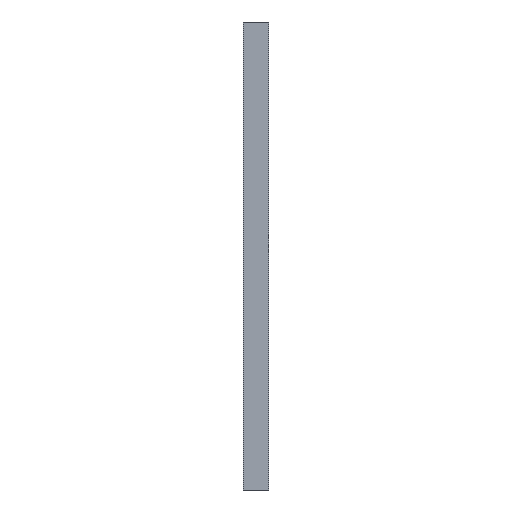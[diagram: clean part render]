
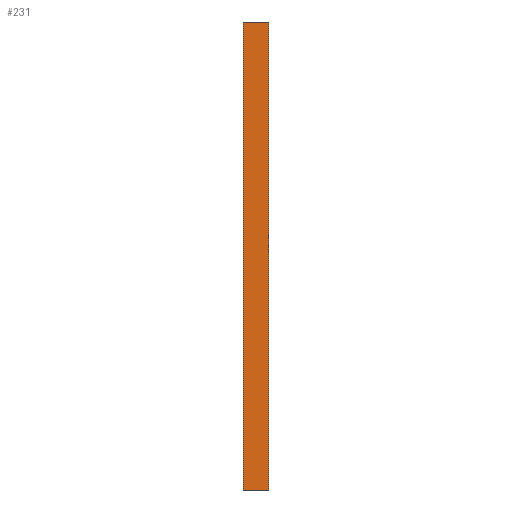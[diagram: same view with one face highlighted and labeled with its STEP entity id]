
A CAD part, left-side view. The second image highlights one B-rep face of the part: STEP entity #231.
In plain terms, the highlighted planar face has unit normal (-1, 0, 0).
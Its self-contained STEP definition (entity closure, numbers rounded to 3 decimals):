
#48 = CARTESIAN_POINT ( 'NONE',  ( 0., 0., 0. ) ) ;
#60 = DIRECTION ( 'NONE',  ( 0., 0., 1. ) ) ;
#94 = EDGE_CURVE ( 'NONE', #171, #2010, #1022, .T. ) ;
#124 = ORIENTED_EDGE ( 'NONE', *, *, #315, .F. ) ;
#171 = VERTEX_POINT ( 'NONE', #2040 ) ;
#231 = ADVANCED_FACE ( 'NONE', ( #585 ), #2085, .T. ) ;
#289 = VECTOR ( 'NONE', #1713, 1000. ) ;
#315 = EDGE_CURVE ( 'NONE', #1475, #895, #1728, .T. ) ;
#515 = CARTESIAN_POINT ( 'NONE',  ( 0., 5., 0. ) ) ;
#585 = FACE_OUTER_BOUND ( 'NONE', #1065, .T. ) ;
#587 = VECTOR ( 'NONE', #1530, 1000. ) ;
#829 = VECTOR ( 'NONE', #1304, 1000. ) ;
#895 = VERTEX_POINT ( 'NONE', #1588 ) ;
#1020 = AXIS2_PLACEMENT_3D ( 'NONE', #2096, #1884, #60 ) ;
#1022 = LINE ( 'NONE', #515, #587 ) ;
#1048 = CARTESIAN_POINT ( 'NONE',  ( 0., 0., 0. ) ) ;
#1065 = EDGE_LOOP ( 'NONE', ( #1624, #1909, #1181, #124 ) ) ;
#1105 = LINE ( 'NONE', #1497, #829 ) ;
#1181 = ORIENTED_EDGE ( 'NONE', *, *, #1446, .F. ) ;
#1234 = DIRECTION ( 'NONE',  ( 0., 0., -1. ) ) ;
#1304 = DIRECTION ( 'NONE',  ( 0., 1., 0. ) ) ;
#1446 = EDGE_CURVE ( 'NONE', #895, #171, #1105, .T. ) ;
#1475 = VERTEX_POINT ( 'NONE', #1486 ) ;
#1486 = CARTESIAN_POINT ( 'NONE',  ( 0., 0., 0. ) ) ;
#1497 = CARTESIAN_POINT ( 'NONE',  ( 0., 0., -93. ) ) ;
#1530 = DIRECTION ( 'NONE',  ( 0., 0., 1. ) ) ;
#1564 = LINE ( 'NONE', #1048, #289 ) ;
#1588 = CARTESIAN_POINT ( 'NONE',  ( 0., 0., -93. ) ) ;
#1624 = ORIENTED_EDGE ( 'NONE', *, *, #1972, .F. ) ;
#1713 = DIRECTION ( 'NONE',  ( 0., -1., 0. ) ) ;
#1728 = LINE ( 'NONE', #48, #1923 ) ;
#1748 = CARTESIAN_POINT ( 'NONE',  ( 0., 5., 0. ) ) ;
#1884 = DIRECTION ( 'NONE',  ( -1., 0., 0. ) ) ;
#1909 = ORIENTED_EDGE ( 'NONE', *, *, #94, .F. ) ;
#1923 = VECTOR ( 'NONE', #1234, 1000. ) ;
#1972 = EDGE_CURVE ( 'NONE', #2010, #1475, #1564, .T. ) ;
#2010 = VERTEX_POINT ( 'NONE', #1748 ) ;
#2040 = CARTESIAN_POINT ( 'NONE',  ( 0., 5., -93. ) ) ;
#2085 = PLANE ( 'NONE',  #1020 ) ;
#2096 = CARTESIAN_POINT ( 'NONE',  ( 0., 0., 0. ) ) ;
